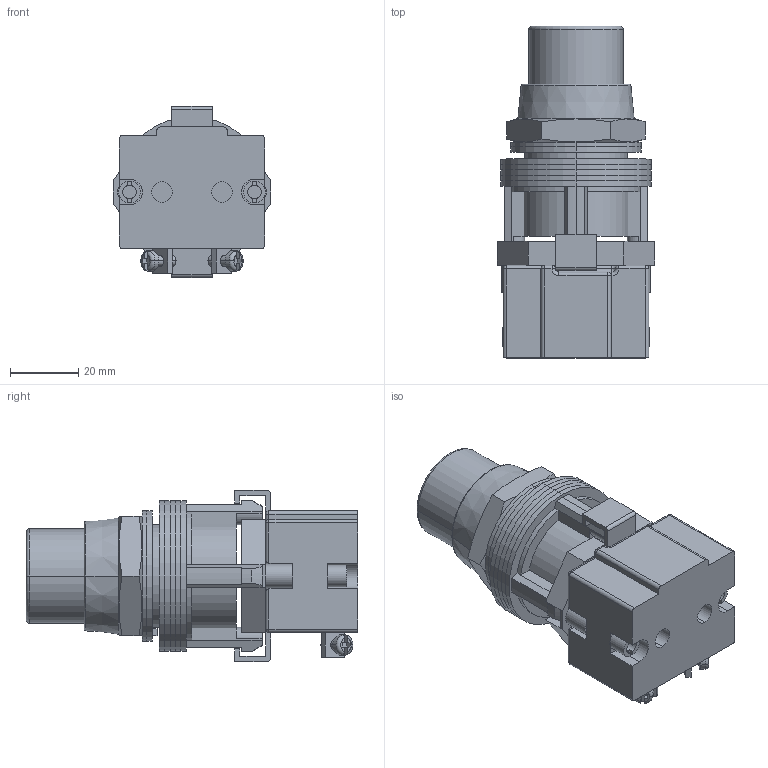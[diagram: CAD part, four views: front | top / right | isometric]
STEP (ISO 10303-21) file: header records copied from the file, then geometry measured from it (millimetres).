
FILE_DESCRIPTION (( 'STEP AP214' ), '1' );
FILE_NAME ('HT8GBCV3.step', '2018-06-29T15:37:22', ( '' ), ( '' ), 'SwSTEP 2.0', 'SolidWorks 2017', '' );
FILE_SCHEMA (( 'AUTOMOTIVE_DESIGN' ));
Length unit declared in the file: millimetre
Products named in the file (1): HT8GBCV3
Bounding box: 46 x 96.95 x 50 mm (x, y, z)
Volume: 89432.9 mm3; surface area: 42689.4 mm2
Topology: 18 solids, 18 shells, 402 faces, 981 edges, 618 vertices
Faces by surface type: plane 200, cylinder 153, torus 20, cone 15, sphere 14
Entity records: 12849 total; most frequent: CARTESIAN_POINT 2198, DIRECTION 2109, ORIENTED_EDGE 1934, EDGE_CURVE 967, AXIS2_PLACEMENT_3D 777, VERTEX_POINT 618, LINE 555, VECTOR 555
